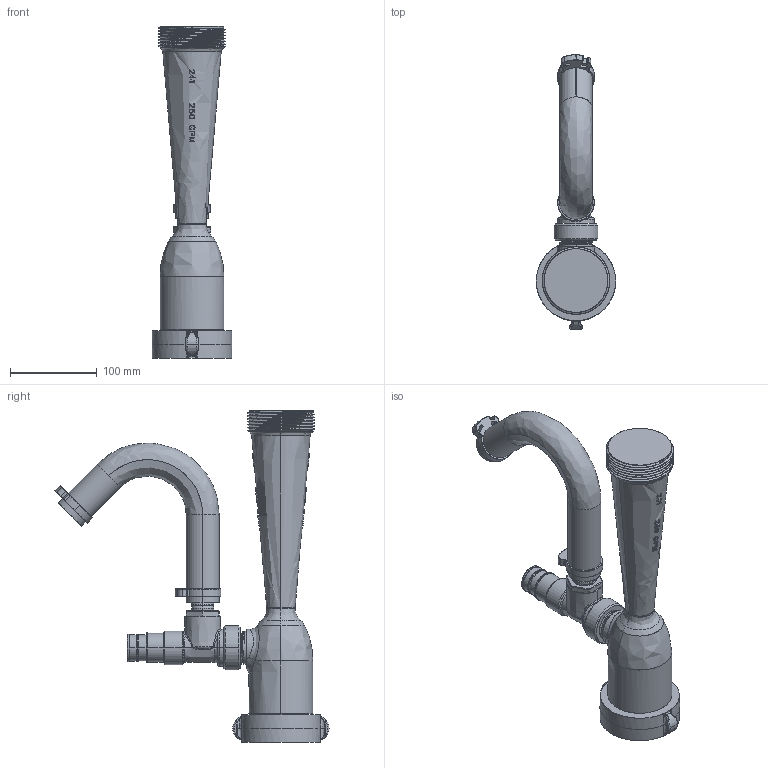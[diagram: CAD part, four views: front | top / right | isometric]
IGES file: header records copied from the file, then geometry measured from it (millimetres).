
Start section: SolidWorks IGES file using analytic representation for surfaces
Global section: file name: 241-250.IGS; native system: SolidWorks 2013; preprocessor: SolidWorks 2013; author: tmott; date: 140826.115216; units: inch
Bounding box: 91.75 x 316.6 x 383.58 mm (x, y, z)
Surface area: 177050 mm2 (no closed solid volume)
Topology: 0 solids, 0 shells, 632 faces, 8459 edges, 8431 vertices
Faces by surface type: bspline 444, revolution 188
